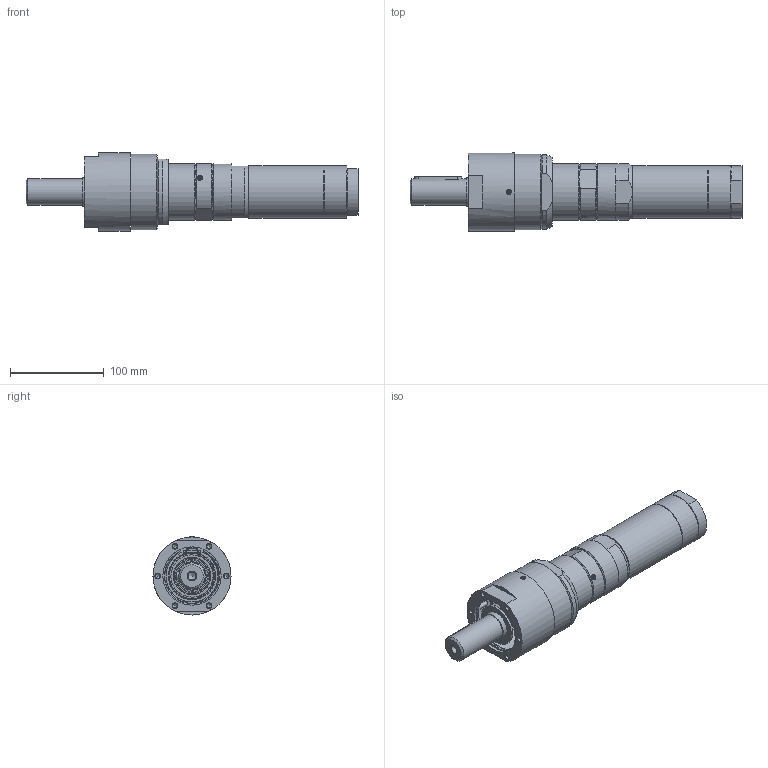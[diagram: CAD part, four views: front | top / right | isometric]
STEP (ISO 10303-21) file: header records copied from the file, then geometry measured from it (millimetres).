
FILE_DESCRIPTION(/* description */ (''),/* implementation_level */ '2;1');
FILE_NAME(/* name */ 'MUD 40-20_60009957.stp',/* time_stamp */ '2018-11-28T14:57:47+01:00',/* author */ ('flambert'),/* organization */ (''),/* preprocessor_version */ 'ST-DEVELOPER v17',/* originating_system */ 'Autodesk Inventor 2018',/* authorisation */ '');
FILE_SCHEMA (('AUTOMOTIVE_DESIGN { 1 0 10303 214 3 1 1 }'));
Length unit declared in the file: millimetre
Products named in the file (1): MUD 40-20_60009957
Bounding box: 353.2 x 83 x 83 mm (x, y, z)
Volume: 1000094.3 mm3; surface area: 99036.2 mm2
Topology: 1 solids, 57 shells, 601 faces, 1407 edges, 950 vertices
Faces by surface type: cylinder 287, plane 240, cone 53, torus 10, bspline 7, sphere 4
Full cylindrical faces by diameter (mm): 1.55 x4, 2.5 x2, 3.3 x1, 3.6 x2, 4 x3, 4.917 x6, 5 x2, 5.5 x2, 8.376 x1, 11.445 x2, 14.95 x1, 28 x1, 30 x2, 36.5 x1, 38 x1, 40 x1, 45 x1, 48.178 x2, 48.376 x2, 56 x2, 60 x2, 62 x2, 65 x1, 67 x1, 67.4 x1, 68.178 x1, 68.376 x1, 70 x1, 80 x1, 83 x1
Entity records: 18388 total; most frequent: CARTESIAN_POINT 3469, DIRECTION 3271, ORIENTED_EDGE 2800, EDGE_CURVE 1400, AXIS2_PLACEMENT_3D 1352, VERTEX_POINT 950, CIRCLE 757, EDGE_LOOP 656
